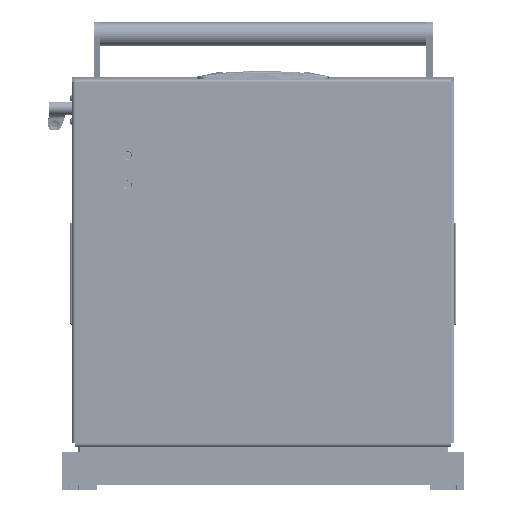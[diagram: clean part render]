
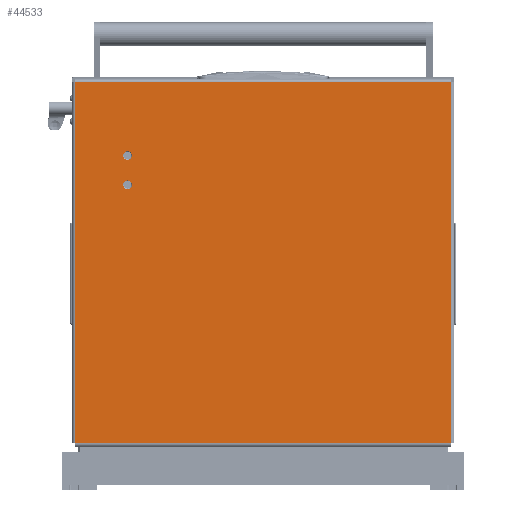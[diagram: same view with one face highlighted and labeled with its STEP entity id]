
A CAD part, front view. The second image highlights one B-rep face of the part: STEP entity #44533.
In plain terms, the highlighted face is planar.
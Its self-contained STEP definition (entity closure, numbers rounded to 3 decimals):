
#4803 = CARTESIAN_POINT ( 'NONE',  ( 0., 452., 0. ) ) ;
#6492 = CIRCLE ( 'NONE', #52674, 5.2 ) ;
#6567 = DIRECTION ( 'NONE',  ( 0., 0., -1. ) ) ;
#9845 = FACE_OUTER_BOUND ( 'NONE', #71276, .T. ) ;
#11251 = CARTESIAN_POINT ( 'NONE',  ( 119.8, 389., 0. ) ) ;
#11639 = ORIENTED_EDGE ( 'NONE', *, *, #27652, .F. ) ;
#16209 = EDGE_CURVE ( 'NONE', #123834, #114681, #47488, .T. ) ;
#20830 = PLANE ( 'NONE',  #101422 ) ;
#21685 = EDGE_LOOP ( 'NONE', ( #11639, #73129 ) ) ;
#21711 = CARTESIAN_POINT ( 'NONE',  ( 84.8, 389., 0. ) ) ;
#23100 = CARTESIAN_POINT ( 'NONE',  ( 90., 389., 0. ) ) ;
#24338 = VECTOR ( 'NONE', #115550, 1000. ) ;
#26940 = CIRCLE ( 'NONE', #103951, 5.2 ) ;
#27652 = EDGE_CURVE ( 'NONE', #50817, #46152, #26940, .T. ) ;
#32102 = CARTESIAN_POINT ( 'NONE',  ( 2., 0., 0. ) ) ;
#32787 = CARTESIAN_POINT ( 'NONE',  ( 436., 452., 0. ) ) ;
#37650 = ORIENTED_EDGE ( 'NONE', *, *, #96050, .F. ) ;
#39589 = DIRECTION ( 'NONE',  ( 0., 0., -1. ) ) ;
#41035 = DIRECTION ( 'NONE',  ( 0., 0., -1. ) ) ;
#44533 = ADVANCED_FACE ( 'NONE', ( #128254, #72478, #9845 ), #20830, .T. ) ;
#45408 = DIRECTION ( 'NONE',  ( -1., 0., 0. ) ) ;
#46152 = VERTEX_POINT ( 'NONE', #113218 ) ;
#46333 = EDGE_LOOP ( 'NONE', ( #37650, #86464 ) ) ;
#47488 = LINE ( 'NONE', #48180, #100837 ) ;
#48180 = CARTESIAN_POINT ( 'NONE',  ( 2., 0., 0. ) ) ;
#50216 = CIRCLE ( 'NONE', #127198, 5.2 ) ;
#50285 = LINE ( 'NONE', #92334, #111873 ) ;
#50388 = VERTEX_POINT ( 'NONE', #21711 ) ;
#50817 = VERTEX_POINT ( 'NONE', #11251 ) ;
#51387 = DIRECTION ( 'NONE',  ( -1., 0., 0. ) ) ;
#52674 = AXIS2_PLACEMENT_3D ( 'NONE', #86169, #77162, #85478 ) ;
#60240 = EDGE_CURVE ( 'NONE', #123758, #65013, #62531, .T. ) ;
#62531 = LINE ( 'NONE', #73519, #24338 ) ;
#62851 = CARTESIAN_POINT ( 'NONE',  ( 0., 452., 0. ) ) ;
#64886 = DIRECTION ( 'NONE',  ( 0., 0., -1. ) ) ;
#65013 = VERTEX_POINT ( 'NONE', #97383 ) ;
#71276 = EDGE_LOOP ( 'NONE', ( #85452, #122512, #98198, #94258 ) ) ;
#72478 = FACE_BOUND ( 'NONE', #21685, .T. ) ;
#72613 = VECTOR ( 'NONE', #45408, 1000. ) ;
#73129 = ORIENTED_EDGE ( 'NONE', *, *, #97055, .F. ) ;
#73519 = CARTESIAN_POINT ( 'NONE',  ( 436., 452., 0. ) ) ;
#77162 = DIRECTION ( 'NONE',  ( 0., 0., -1. ) ) ;
#79590 = AXIS2_PLACEMENT_3D ( 'NONE', #133983, #39589, #123647 ) ;
#83353 = CARTESIAN_POINT ( 'NONE',  ( 95.2, 389., 0. ) ) ;
#85452 = ORIENTED_EDGE ( 'NONE', *, *, #116693, .T. ) ;
#85478 = DIRECTION ( 'NONE',  ( -1., 0., 0. ) ) ;
#86169 = CARTESIAN_POINT ( 'NONE',  ( 125., 389., 0. ) ) ;
#86464 = ORIENTED_EDGE ( 'NONE', *, *, #110098, .F. ) ;
#89908 = CARTESIAN_POINT ( 'NONE',  ( 125., 389., 0. ) ) ;
#92334 = CARTESIAN_POINT ( 'NONE',  ( 436., 0., 0. ) ) ;
#94258 = ORIENTED_EDGE ( 'NONE', *, *, #60240, .T. ) ;
#96050 = EDGE_CURVE ( 'NONE', #50388, #134601, #50216, .T. ) ;
#97055 = EDGE_CURVE ( 'NONE', #46152, #50817, #6492, .T. ) ;
#97383 = CARTESIAN_POINT ( 'NONE',  ( 436., 0., 0. ) ) ;
#97806 = LINE ( 'NONE', #4803, #72613 ) ;
#98198 = ORIENTED_EDGE ( 'NONE', *, *, #128828, .F. ) ;
#99209 = DIRECTION ( 'NONE',  ( 0., 1., 0. ) ) ;
#100837 = VECTOR ( 'NONE', #99209, 1000. ) ;
#101422 = AXIS2_PLACEMENT_3D ( 'NONE', #62851, #64886, #104903 ) ;
#103951 = AXIS2_PLACEMENT_3D ( 'NONE', #89908, #6567, #132601 ) ;
#104903 = DIRECTION ( 'NONE',  ( -1., 0., 0. ) ) ;
#110098 = EDGE_CURVE ( 'NONE', #134601, #50388, #116942, .T. ) ;
#111873 = VECTOR ( 'NONE', #134344, 1000. ) ;
#113218 = CARTESIAN_POINT ( 'NONE',  ( 130.2, 389., 0. ) ) ;
#114681 = VERTEX_POINT ( 'NONE', #116436 ) ;
#115550 = DIRECTION ( 'NONE',  ( 0., -1., 0. ) ) ;
#116436 = CARTESIAN_POINT ( 'NONE',  ( 2., 452., 0. ) ) ;
#116693 = EDGE_CURVE ( 'NONE', #65013, #123834, #50285, .T. ) ;
#116942 = CIRCLE ( 'NONE', #79590, 5.2 ) ;
#122512 = ORIENTED_EDGE ( 'NONE', *, *, #16209, .T. ) ;
#123647 = DIRECTION ( 'NONE',  ( -1., 0., 0. ) ) ;
#123758 = VERTEX_POINT ( 'NONE', #32787 ) ;
#123834 = VERTEX_POINT ( 'NONE', #32102 ) ;
#127198 = AXIS2_PLACEMENT_3D ( 'NONE', #23100, #41035, #51387 ) ;
#128254 = FACE_BOUND ( 'NONE', #46333, .T. ) ;
#128828 = EDGE_CURVE ( 'NONE', #123758, #114681, #97806, .T. ) ;
#132601 = DIRECTION ( 'NONE',  ( -1., 0., 0. ) ) ;
#133983 = CARTESIAN_POINT ( 'NONE',  ( 90., 389., 0. ) ) ;
#134344 = DIRECTION ( 'NONE',  ( -1., 0., 0. ) ) ;
#134601 = VERTEX_POINT ( 'NONE', #83353 ) ;
